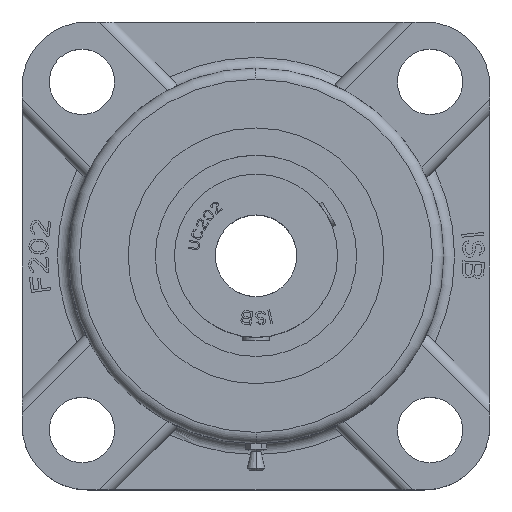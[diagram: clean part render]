
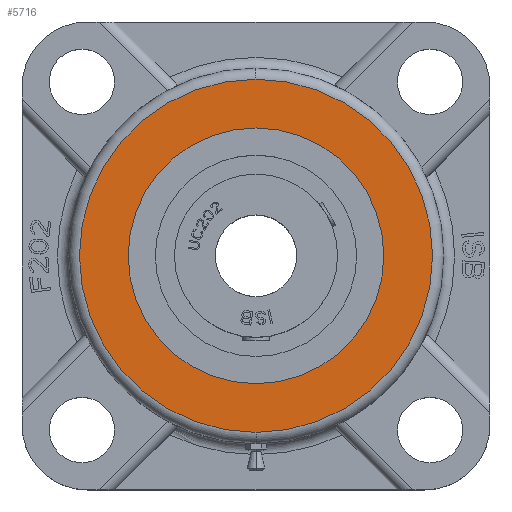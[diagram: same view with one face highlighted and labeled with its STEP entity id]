
A CAD part, top view. The second image highlights one B-rep face of the part: STEP entity #5716.
In plain terms, the highlighted planar face has unit normal (0, 0, 1).
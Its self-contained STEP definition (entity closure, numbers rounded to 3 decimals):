
#1579=CARTESIAN_POINT('',(0.,0.,13.5));
#1580=DIRECTION('',(0.,0.,-1.));
#1581=DIRECTION('',(0.,1.,0.));
#1582=AXIS2_PLACEMENT_3D('',#1579,#1580,#1581);
#1584=CARTESIAN_POINT('',(0.,0.,13.5));
#1585=DIRECTION('',(0.,0.,-1.));
#1586=DIRECTION('',(0.,-1.,0.));
#1587=AXIS2_PLACEMENT_3D('',#1584,#1585,#1586);
#1589=CARTESIAN_POINT('',(0.,0.,13.5));
#1590=DIRECTION('',(0.,0.,1.));
#1591=DIRECTION('',(0.,-1.,0.));
#1592=AXIS2_PLACEMENT_3D('',#1589,#1590,#1591);
#1594=CARTESIAN_POINT('',(0.,0.,13.5));
#1595=DIRECTION('',(0.,0.,1.));
#1596=DIRECTION('',(0.,1.,0.));
#1597=AXIS2_PLACEMENT_3D('',#1594,#1595,#1596);
#3504=CARTESIAN_POINT('',(0.,-23.5,13.5));
#3505=CARTESIAN_POINT('',(0.,23.5,13.5));
#3506=VERTEX_POINT('',#3504);
#3507=VERTEX_POINT('',#3505);
#3544=CARTESIAN_POINT('',(0.,-32.45,13.5));
#3545=CARTESIAN_POINT('',(0.,32.45,13.5));
#3546=VERTEX_POINT('',#3544);
#3547=VERTEX_POINT('',#3545);
#5700=CARTESIAN_POINT('',(0.,0.,13.5));
#5701=DIRECTION('',(0.,0.,1.));
#5702=DIRECTION('',(0.,1.,0.));
#5703=AXIS2_PLACEMENT_3D('',#5700,#5701,#5702);
#5704=PLANE('',#5703);
#5705=ORIENTED_EDGE('',*,*,#5690,.F.);
#5707=ORIENTED_EDGE('',*,*,#5706,.F.);
#5708=EDGE_LOOP('',(#5705,#5707));
#5709=FACE_OUTER_BOUND('',#5708,.F.);
#5711=ORIENTED_EDGE('',*,*,#5710,.F.);
#5713=ORIENTED_EDGE('',*,*,#5712,.F.);
#5714=EDGE_LOOP('',(#5711,#5713));
#5715=FACE_BOUND('',#5714,.F.);
#5716=ADVANCED_FACE('',(#5709,#5715),#5704,.T.);
#1583=CIRCLE('',#1582,23.5);
#1588=CIRCLE('',#1587,23.5);
#1593=CIRCLE('',#1592,32.45);
#1598=CIRCLE('',#1597,32.45);
#5690=EDGE_CURVE('',#3546,#3547,#1593,.T.);
#5706=EDGE_CURVE('',#3547,#3546,#1598,.T.);
#5710=EDGE_CURVE('',#3507,#3506,#1583,.T.);
#5712=EDGE_CURVE('',#3506,#3507,#1588,.T.);
